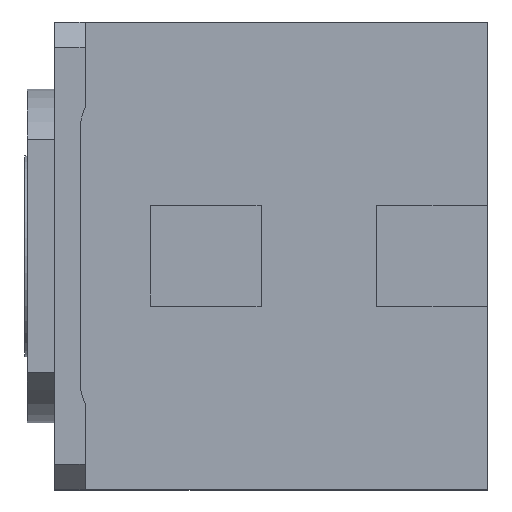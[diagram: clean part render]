
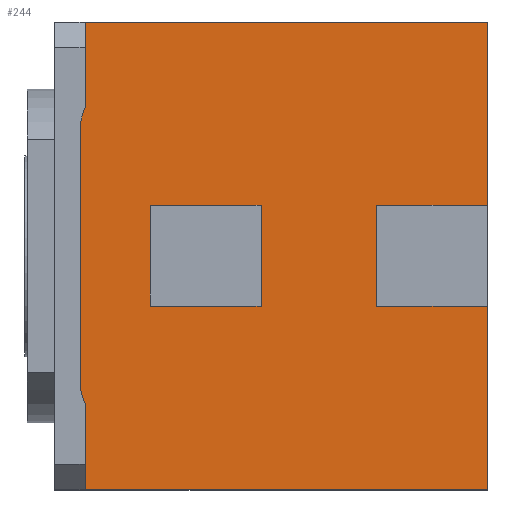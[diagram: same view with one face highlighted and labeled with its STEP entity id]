
A CAD part, top view. The second image highlights one B-rep face of the part: STEP entity #244.
In plain terms, the highlighted planar face has unit normal (0, 0, 1).
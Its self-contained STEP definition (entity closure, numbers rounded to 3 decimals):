
#73=PLANE('',#736);
#103=LINE('',#1214,#171);
#106=LINE('',#1220,#174);
#108=LINE('',#1224,#176);
#114=LINE('',#1237,#182);
#117=LINE('',#1243,#185);
#119=LINE('',#1247,#187);
#121=LINE('',#1251,#189);
#122=LINE('',#1253,#190);
#123=LINE('',#1255,#191);
#124=LINE('',#1257,#192);
#125=LINE('',#1259,#193);
#126=LINE('',#1263,#194);
#127=LINE('',#1267,#195);
#128=LINE('',#1269,#196);
#171=VECTOR('',#809,1.);
#174=VECTOR('',#814,1.);
#176=VECTOR('',#818,1.);
#182=VECTOR('',#828,1.);
#185=VECTOR('',#833,1.);
#187=VECTOR('',#837,1.);
#189=VECTOR('',#841,1.);
#190=VECTOR('',#844,1.);
#191=VECTOR('',#845,1.);
#192=VECTOR('',#846,1.);
#193=VECTOR('',#847,1.);
#194=VECTOR('',#850,1.);
#195=VECTOR('',#853,1.);
#196=VECTOR('',#854,1.);
#244=ADVANCED_FACE('',(#293,#294),#73,.F.);
#279=CIRCLE('',#734,10.5);
#280=CIRCLE('',#735,10.5);
#293=FACE_BOUND('',#325,.T.);
#294=FACE_BOUND('',#326,.T.);
#325=EDGE_LOOP('',(#420,#421,#422,#423));
#326=EDGE_LOOP('',(#424,#425,#426,#427,#428,#429,#430,#431,#432,#433,#434,
#435));
#420=ORIENTED_EDGE('',*,*,#631,.T.);
#421=ORIENTED_EDGE('',*,*,#638,.T.);
#422=ORIENTED_EDGE('',*,*,#636,.T.);
#423=ORIENTED_EDGE('',*,*,#634,.T.);
#424=ORIENTED_EDGE('',*,*,#639,.F.);
#425=ORIENTED_EDGE('',*,*,#625,.T.);
#426=ORIENTED_EDGE('',*,*,#623,.T.);
#427=ORIENTED_EDGE('',*,*,#620,.T.);
#428=ORIENTED_EDGE('',*,*,#640,.F.);
#429=ORIENTED_EDGE('',*,*,#641,.F.);
#430=ORIENTED_EDGE('',*,*,#642,.F.);
#431=ORIENTED_EDGE('',*,*,#643,.F.);
#432=ORIENTED_EDGE('',*,*,#644,.F.);
#433=ORIENTED_EDGE('',*,*,#645,.F.);
#434=ORIENTED_EDGE('',*,*,#646,.F.);
#435=ORIENTED_EDGE('',*,*,#647,.F.);
#553=VERTEX_POINT('',#1215);
#554=VERTEX_POINT('',#1216);
#555=VERTEX_POINT('',#1221);
#556=VERTEX_POINT('',#1225);
#561=VERTEX_POINT('',#1238);
#562=VERTEX_POINT('',#1239);
#563=VERTEX_POINT('',#1244);
#564=VERTEX_POINT('',#1248);
#565=VERTEX_POINT('',#1254);
#566=VERTEX_POINT('',#1256);
#567=VERTEX_POINT('',#1258);
#568=VERTEX_POINT('',#1260);
#569=VERTEX_POINT('',#1262);
#570=VERTEX_POINT('',#1264);
#571=VERTEX_POINT('',#1266);
#572=VERTEX_POINT('',#1268);
#620=EDGE_CURVE('',#553,#554,#103,.T.);
#623=EDGE_CURVE('',#555,#553,#106,.T.);
#625=EDGE_CURVE('',#556,#555,#108,.T.);
#631=EDGE_CURVE('',#561,#562,#114,.T.);
#634=EDGE_CURVE('',#563,#561,#117,.T.);
#636=EDGE_CURVE('',#564,#563,#119,.T.);
#638=EDGE_CURVE('',#562,#564,#121,.T.);
#639=EDGE_CURVE('',#556,#565,#122,.T.);
#640=EDGE_CURVE('',#566,#554,#123,.T.);
#641=EDGE_CURVE('',#567,#566,#124,.T.);
#642=EDGE_CURVE('',#568,#567,#125,.T.);
#643=EDGE_CURVE('',#569,#568,#279,.T.);
#644=EDGE_CURVE('',#570,#569,#126,.T.);
#645=EDGE_CURVE('',#571,#570,#280,.T.);
#646=EDGE_CURVE('',#572,#571,#127,.T.);
#647=EDGE_CURVE('',#565,#572,#128,.T.);
#734=AXIS2_PLACEMENT_3D('',#1261,#848,#849);
#735=AXIS2_PLACEMENT_3D('',#1265,#851,#852);
#736=AXIS2_PLACEMENT_3D('',#1270,#855,#856);
#809=DIRECTION('',(1.,0.,0.));
#814=DIRECTION('',(0.,1.,0.));
#818=DIRECTION('',(-1.,0.,0.));
#828=DIRECTION('',(0.,-1.,0.));
#833=DIRECTION('',(1.,0.,0.));
#837=DIRECTION('',(0.,1.,0.));
#841=DIRECTION('',(-1.,0.,0.));
#844=DIRECTION('',(0.,-1.,0.));
#845=DIRECTION('',(0.,-1.,0.));
#846=DIRECTION('',(1.,0.,0.));
#847=DIRECTION('',(0.,1.,0.));
#848=DIRECTION('',(0.,0.,-1.));
#849=DIRECTION('',(1.,0.,0.));
#850=DIRECTION('',(0.,1.,0.));
#851=DIRECTION('',(0.,0.,-1.));
#852=DIRECTION('',(1.,0.,0.));
#853=DIRECTION('',(0.,1.,0.));
#854=DIRECTION('',(-1.,0.,0.));
#855=DIRECTION('',(0.,0.,-1.));
#856=DIRECTION('',(0.,-1.,0.));
#1214=CARTESIAN_POINT('',(58.,10.,0.));
#1215=CARTESIAN_POINT('',(58.,10.,0.));
#1216=CARTESIAN_POINT('',(80.,10.,0.));
#1220=CARTESIAN_POINT('',(58.,-10.,0.));
#1221=CARTESIAN_POINT('',(58.,-10.,0.));
#1224=CARTESIAN_POINT('',(80.,-10.,0.));
#1225=CARTESIAN_POINT('',(80.,-10.,0.));
#1237=CARTESIAN_POINT('',(35.,10.,0.));
#1238=CARTESIAN_POINT('',(35.,10.,0.));
#1239=CARTESIAN_POINT('',(35.,-10.,0.));
#1243=CARTESIAN_POINT('',(13.,10.,0.));
#1244=CARTESIAN_POINT('',(13.,10.,0.));
#1247=CARTESIAN_POINT('',(13.,-10.,0.));
#1248=CARTESIAN_POINT('',(13.,-10.,0.));
#1251=CARTESIAN_POINT('',(35.,-10.,0.));
#1253=CARTESIAN_POINT('',(80.,46.5,0.));
#1254=CARTESIAN_POINT('',(80.,-46.5,0.));
#1255=CARTESIAN_POINT('',(80.,46.5,0.));
#1256=CARTESIAN_POINT('',(80.,46.5,0.));
#1257=CARTESIAN_POINT('',(0.,46.5,0.));
#1258=CARTESIAN_POINT('',(0.,46.5,0.));
#1259=CARTESIAN_POINT('',(0.,46.5,0.));
#1260=CARTESIAN_POINT('',(0.,29.47,0.));
#1261=CARTESIAN_POINT('',(9.5,24.998,0.));
#1262=CARTESIAN_POINT('',(-1.,24.998,0.));
#1263=CARTESIAN_POINT('',(-1.,24.998,0.));
#1264=CARTESIAN_POINT('',(-1.,-24.998,0.));
#1265=CARTESIAN_POINT('',(9.5,-24.998,0.));
#1266=CARTESIAN_POINT('',(0.,-29.47,0.));
#1267=CARTESIAN_POINT('',(0.,-29.47,0.));
#1268=CARTESIAN_POINT('',(0.,-46.5,0.));
#1269=CARTESIAN_POINT('',(0.,-46.5,0.));
#1270=CARTESIAN_POINT('',(9.5,-24.998,0.));
